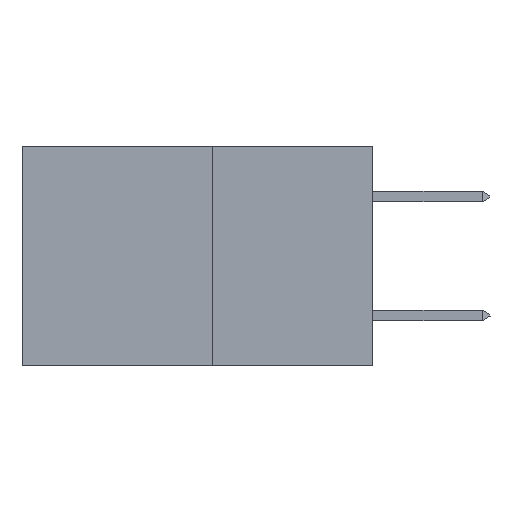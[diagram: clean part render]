
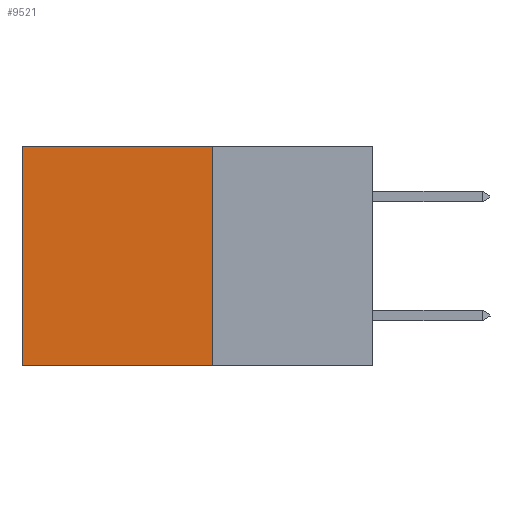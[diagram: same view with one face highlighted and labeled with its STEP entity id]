
A CAD part, left-side view. The second image highlights one B-rep face of the part: STEP entity #9521.
In plain terms, the highlighted planar face has unit normal (-1, 0, 0).
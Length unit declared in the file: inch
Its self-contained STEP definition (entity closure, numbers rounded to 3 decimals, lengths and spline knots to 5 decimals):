
#170 = LINE ( 'NONE', #2468, #8215 ) ;
#351 = VERTEX_POINT ( 'NONE', #2878 ) ;
#381 = LINE ( 'NONE', #3291, #6474 ) ;
#436 = AXIS2_PLACEMENT_3D ( 'NONE', #1698, #888, #6406 ) ;
#888 = DIRECTION ( 'NONE',  ( 1., 0., 0. ) ) ;
#922 = EDGE_CURVE ( 'NONE', #351, #7146, #2278, .T. ) ;
#1076 = ORIENTED_EDGE ( 'NONE', *, *, #8333, .F. ) ;
#1244 = ORIENTED_EDGE ( 'NONE', *, *, #1387, .T. ) ;
#1332 = CARTESIAN_POINT ( 'NONE',  ( 0.277, 0.27, 0. ) ) ;
#1361 = FACE_OUTER_BOUND ( 'NONE', #2586, .T. ) ;
#1387 = EDGE_CURVE ( 'NONE', #7146, #8271, #381, .T. ) ;
#1698 = CARTESIAN_POINT ( 'NONE',  ( 0.277, 0.27, -0.37 ) ) ;
#2202 = LINE ( 'NONE', #4727, #5905 ) ;
#2278 = LINE ( 'NONE', #1332, #6852 ) ;
#2468 = CARTESIAN_POINT ( 'NONE',  ( 0.277, 0.27, -0.37 ) ) ;
#2586 = EDGE_LOOP ( 'NONE', ( #1244, #3439, #1076, #3705 ) ) ;
#2818 = CARTESIAN_POINT ( 'NONE',  ( 0.277, 0.27, -0.37 ) ) ;
#2878 = CARTESIAN_POINT ( 'NONE',  ( 0.277, 0.27, 0. ) ) ;
#3291 = CARTESIAN_POINT ( 'NONE',  ( 0.277, 0.59, -0.37 ) ) ;
#3439 = ORIENTED_EDGE ( 'NONE', *, *, #9432, .F. ) ;
#3684 = DIRECTION ( 'NONE',  ( 0., 0., -1. ) ) ;
#3705 = ORIENTED_EDGE ( 'NONE', *, *, #922, .T. ) ;
#4727 = CARTESIAN_POINT ( 'NONE',  ( 0.277, 0.27, -0.37 ) ) ;
#5314 = DIRECTION ( 'NONE',  ( 0., 1., 0. ) ) ;
#5736 = PLANE ( 'NONE',  #436 ) ;
#5905 = VECTOR ( 'NONE', #7555, 39.37008 ) ;
#6194 = VERTEX_POINT ( 'NONE', #2818 ) ;
#6228 = CARTESIAN_POINT ( 'NONE',  ( 0.277, 0.59, 0. ) ) ;
#6406 = DIRECTION ( 'NONE',  ( 0., 0., -1. ) ) ;
#6474 = VECTOR ( 'NONE', #3684, 39.37008 ) ;
#6852 = VECTOR ( 'NONE', #5314, 39.37008 ) ;
#7146 = VERTEX_POINT ( 'NONE', #6228 ) ;
#7555 = DIRECTION ( 'NONE',  ( 0., 0., -1. ) ) ;
#8215 = VECTOR ( 'NONE', #9187, 39.37008 ) ;
#8271 = VERTEX_POINT ( 'NONE', #8929 ) ;
#8333 = EDGE_CURVE ( 'NONE', #351, #6194, #2202, .T. ) ;
#8929 = CARTESIAN_POINT ( 'NONE',  ( 0.277, 0.59, -0.37 ) ) ;
#9187 = DIRECTION ( 'NONE',  ( 0., 1., 0. ) ) ;
#9432 = EDGE_CURVE ( 'NONE', #6194, #8271, #170, .T. ) ;
#9521 = ADVANCED_FACE ( 'NONE', ( #1361 ), #5736, .F. ) ;
